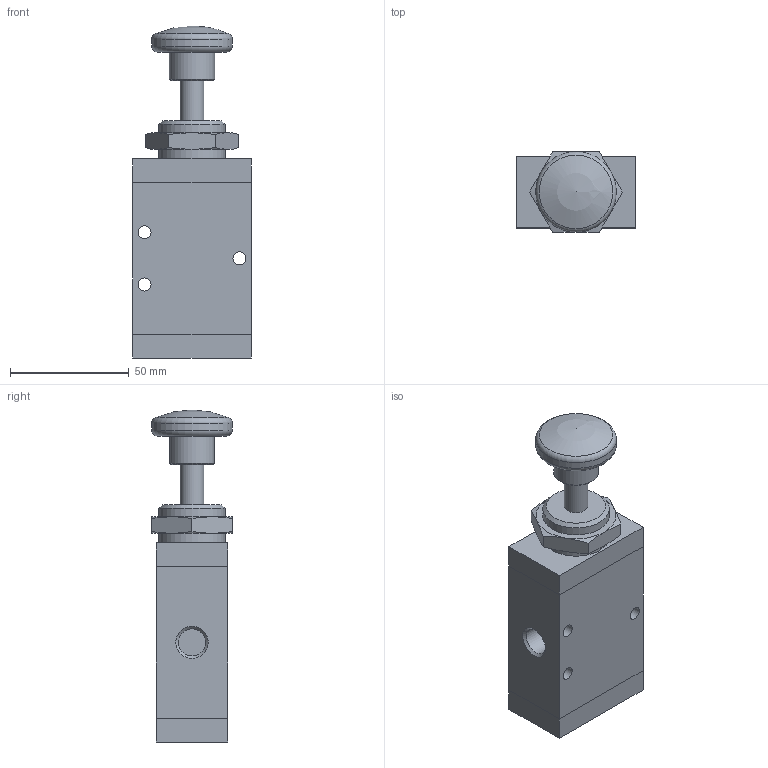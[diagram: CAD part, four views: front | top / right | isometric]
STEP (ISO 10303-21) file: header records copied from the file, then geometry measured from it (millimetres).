
FILE_DESCRIPTION((''),'2;1');
FILE_NAME('224_32_8_1.stp','2006-12-19T11:36:05',('rivolro1'),(''),'Autodesk Inventor 11','Autodesk Inventor 11','');
FILE_SCHEMA(('AUTOMOTIVE_DESIGN { 1 0 10303 214 1 1 1 1 }'));
Length unit declared in the file: millimetre
Products named in the file (3): 224_32_8_1; RS-214-11
Assembly tree (2 placements, depth 2):
  224_32_8_1
    224_32_8_1
    RS-214-11
Bounding box: 50 x 34 x 140 mm (x, y, z)
Volume: 145775.8 mm3; surface area: 26065.6 mm2
Topology: 2 solids, 2 shells, 53 faces, 114 edges, 73 vertices
Faces by surface type: plane 27, bspline 9, cylinder 8, cone 6, torus 2, sphere 1
Full cylindrical faces by diameter (mm): 5.5 x3, 10 x1, 19 x1, 26.6 x1, 28 x1, 34 x1
Entity records: 1443 total; most frequent: CARTESIAN_POINT 349, DIRECTION 206, ORIENTED_EDGE 174, EDGE_LOOP 92, EDGE_CURVE 87, AXIS2_PLACEMENT_3D 82, VERTEX_POINT 69, FACE_OUTER_BOUND 53
